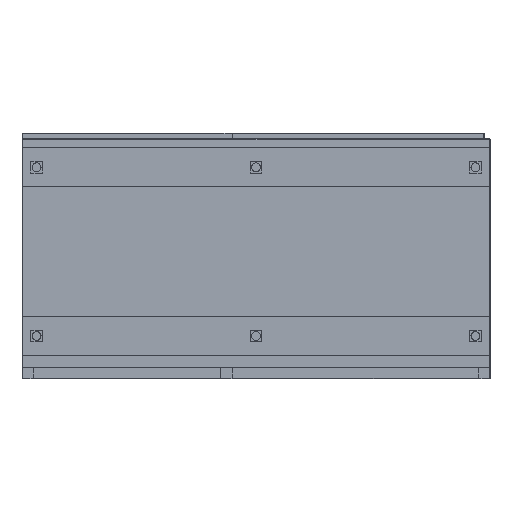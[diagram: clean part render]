
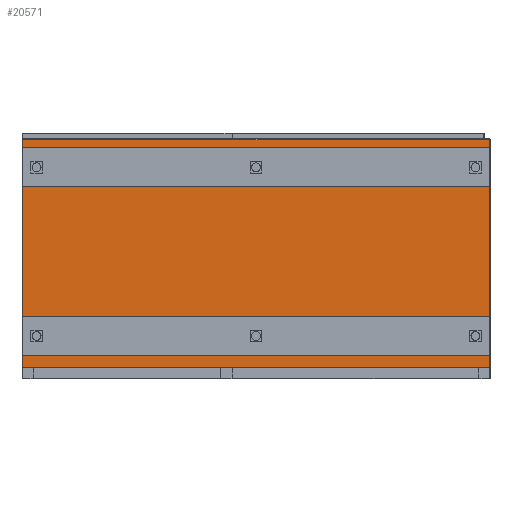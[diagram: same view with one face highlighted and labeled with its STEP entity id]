
A CAD part, front view. The second image highlights one B-rep face of the part: STEP entity #20571.
In plain terms, the highlighted planar face has unit normal (0, -1, 0).
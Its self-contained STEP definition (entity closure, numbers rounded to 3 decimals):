
#1493=PLANE('',#21867);
#2112=FACE_OUTER_BOUND('',#3328,.T.);
#3328=EDGE_LOOP('',(#14054,#14055,#14056,#14057));
#4895=LINE('',#30682,#6904);
#4899=LINE('',#30697,#6908);
#4902=LINE('',#30704,#6911);
#4917=LINE('',#30737,#6926);
#6904=VECTOR('',#24177,10.);
#6908=VECTOR('',#24195,10.);
#6911=VECTOR('',#24202,10.);
#6926=VECTOR('',#24243,10.);
#8908=VERTEX_POINT('',#30672);
#8909=VERTEX_POINT('',#30676);
#8914=VERTEX_POINT('',#30695);
#8915=VERTEX_POINT('',#30700);
#10879=EDGE_CURVE('',#8909,#8908,#4895,.T.);
#10886=EDGE_CURVE('',#8914,#8909,#4899,.T.);
#10890=EDGE_CURVE('',#8908,#8915,#4902,.T.);
#10905=EDGE_CURVE('',#8915,#8914,#4917,.T.);
#14054=ORIENTED_EDGE('',*,*,#10886,.F.);
#14055=ORIENTED_EDGE('',*,*,#10905,.F.);
#14056=ORIENTED_EDGE('',*,*,#10890,.F.);
#14057=ORIENTED_EDGE('',*,*,#10879,.F.);
#20571=ADVANCED_FACE('',(#2112),#1493,.F.);
#21867=AXIS2_PLACEMENT_3D('',#30738,#24244,#24245);
#24177=DIRECTION('',(1.,0.,0.));
#24195=DIRECTION('',(0.,0.,1.));
#24202=DIRECTION('',(0.,0.,-1.));
#24243=DIRECTION('',(-1.,0.,0.));
#24244=DIRECTION('center_axis',(0.,1.,0.));
#24245=DIRECTION('ref_axis',(0.,0.,1.));
#30672=CARTESIAN_POINT('',(798.,0.,388.));
#30676=CARTESIAN_POINT('',(-798.,0.,388.));
#30682=CARTESIAN_POINT('',(-400.,0.,388.));
#30695=CARTESIAN_POINT('',(-798.,0.,-390.));
#30697=CARTESIAN_POINT('',(-798.,0.,-195.));
#30700=CARTESIAN_POINT('',(798.,0.,-390.));
#30704=CARTESIAN_POINT('',(798.,0.,195.));
#30737=CARTESIAN_POINT('',(800.,0.,-390.));
#30738=CARTESIAN_POINT('Origin',(0.,0.,0.));
